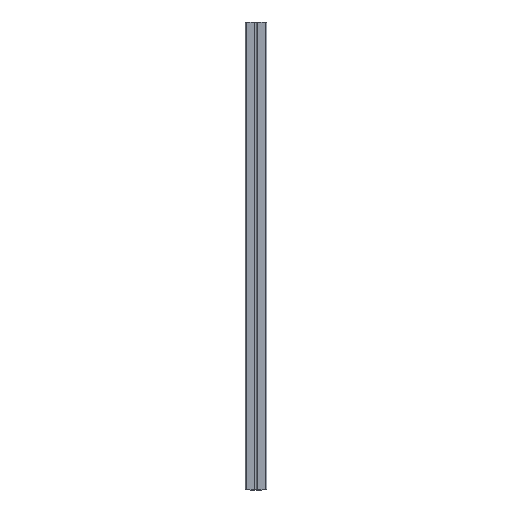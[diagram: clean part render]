
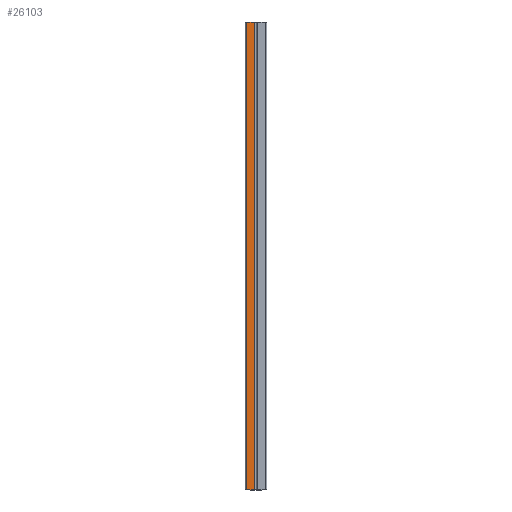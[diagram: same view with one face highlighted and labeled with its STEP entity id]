
A CAD part, left-side view. The second image highlights one B-rep face of the part: STEP entity #26103.
In plain terms, the highlighted planar face has unit normal (-1, 0, 0).
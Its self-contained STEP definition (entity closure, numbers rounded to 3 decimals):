
#879 = VERTEX_POINT ( 'NONE', #12753 ) ;
#1884 = LINE ( 'NONE', #17615, #11111 ) ;
#2757 = DIRECTION ( 'NONE',  ( 0., 0., -1. ) ) ;
#4357 = FACE_OUTER_BOUND ( 'NONE', #25581, .T. ) ;
#7061 = EDGE_CURVE ( 'NONE', #43148, #879, #20914, .T. ) ;
#10813 = CARTESIAN_POINT ( 'NONE',  ( -20.5, 0., -450. ) ) ;
#11111 = VECTOR ( 'NONE', #28807, 1000. ) ;
#12753 = CARTESIAN_POINT ( 'NONE',  ( -20.5, 3., 0. ) ) ;
#16060 = AXIS2_PLACEMENT_3D ( 'NONE', #10813, #41695, #2757 ) ;
#17615 = CARTESIAN_POINT ( 'NONE',  ( -20.5, 0., -900. ) ) ;
#18220 = DIRECTION ( 'NONE',  ( 0., 0., 1. ) ) ;
#19494 = LINE ( 'NONE', #50761, #37293 ) ;
#20268 = VECTOR ( 'NONE', #18220, 1000. ) ;
#20856 = VECTOR ( 'NONE', #44062, 1000. ) ;
#20914 = LINE ( 'NONE', #45558, #20268 ) ;
#21651 = CARTESIAN_POINT ( 'NONE',  ( -20.5, 3., -900. ) ) ;
#21919 = VERTEX_POINT ( 'NONE', #45756 ) ;
#23582 = DIRECTION ( 'NONE',  ( 0., 0., 1. ) ) ;
#25296 = ORIENTED_EDGE ( 'NONE', *, *, #39010, .F. ) ;
#25581 = EDGE_LOOP ( 'NONE', ( #25716, #40638, #25296, #50307 ) ) ;
#25716 = ORIENTED_EDGE ( 'NONE', *, *, #26401, .T. ) ;
#26103 = ADVANCED_FACE ( 'NONE', ( #4357 ), #45830, .F. ) ;
#26401 = EDGE_CURVE ( 'NONE', #879, #28870, #39302, .T. ) ;
#28807 = DIRECTION ( 'NONE',  ( 0., 1., 0. ) ) ;
#28870 = VERTEX_POINT ( 'NONE', #46418 ) ;
#35826 = CARTESIAN_POINT ( 'NONE',  ( -20.5, 0., 0. ) ) ;
#37293 = VECTOR ( 'NONE', #23582, 1000. ) ;
#39010 = EDGE_CURVE ( 'NONE', #43148, #21919, #1884, .T. ) ;
#39302 = LINE ( 'NONE', #35826, #20856 ) ;
#40638 = ORIENTED_EDGE ( 'NONE', *, *, #42685, .F. ) ;
#41695 = DIRECTION ( 'NONE',  ( 1., 0., 0. ) ) ;
#42685 = EDGE_CURVE ( 'NONE', #21919, #28870, #19494, .T. ) ;
#43148 = VERTEX_POINT ( 'NONE', #21651 ) ;
#44062 = DIRECTION ( 'NONE',  ( 0., 1., 0. ) ) ;
#45558 = CARTESIAN_POINT ( 'NONE',  ( -20.5, 3., -450. ) ) ;
#45756 = CARTESIAN_POINT ( 'NONE',  ( -20.5, 18., -900. ) ) ;
#45830 = PLANE ( 'NONE',  #16060 ) ;
#46418 = CARTESIAN_POINT ( 'NONE',  ( -20.5, 18., 0. ) ) ;
#50307 = ORIENTED_EDGE ( 'NONE', *, *, #7061, .T. ) ;
#50761 = CARTESIAN_POINT ( 'NONE',  ( -20.5, 18., -450. ) ) ;
